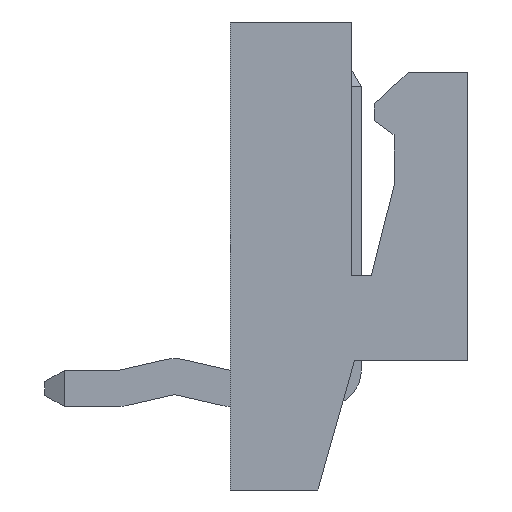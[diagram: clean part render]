
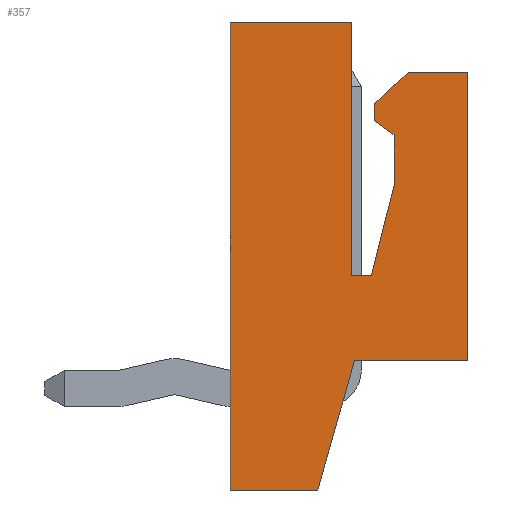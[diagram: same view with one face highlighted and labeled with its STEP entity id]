
A CAD part, left-side view. The second image highlights one B-rep face of the part: STEP entity #357.
In plain terms, the highlighted planar face has unit normal (-1, 0, 0).
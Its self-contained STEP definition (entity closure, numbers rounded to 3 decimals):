
#357 = ADVANCED_FACE( '', ( #705 ), #706, .T. );
#705 = FACE_OUTER_BOUND( '', #1055, .T. );
#706 = PLANE( '', #1056 );
#1055 = EDGE_LOOP( '', ( #1921, #1922, #1923, #1924, #1925, #1926, #1927, #1928, #1929, #1930, #1931, #1932, #1933, #1934 ) );
#1056 = AXIS2_PLACEMENT_3D( '', #1935, #1936, #1937 );
#1921 = ORIENTED_EDGE( '', *, *, #2264, .F. );
#1922 = ORIENTED_EDGE( '', *, *, #2242, .T. );
#1923 = ORIENTED_EDGE( '', *, *, #2536, .T. );
#1924 = ORIENTED_EDGE( '', *, *, #2449, .T. );
#1925 = ORIENTED_EDGE( '', *, *, #2257, .T. );
#1926 = ORIENTED_EDGE( '', *, *, #2543, .F. );
#1927 = ORIENTED_EDGE( '', *, *, #2426, .T. );
#1928 = ORIENTED_EDGE( '', *, *, #2544, .F. );
#1929 = ORIENTED_EDGE( '', *, *, #2545, .F. );
#1930 = ORIENTED_EDGE( '', *, *, #2381, .F. );
#1931 = ORIENTED_EDGE( '', *, *, #2546, .F. );
#1932 = ORIENTED_EDGE( '', *, *, #2514, .F. );
#1933 = ORIENTED_EDGE( '', *, *, #2456, .F. );
#1934 = ORIENTED_EDGE( '', *, *, #2547, .F. );
#1935 = CARTESIAN_POINT( '', ( -3.75, -1.9, -3. ) );
#1936 = DIRECTION( '', ( -1., 0., 0. ) );
#1937 = DIRECTION( '', ( 0., 0., 1. ) );
#2242 = EDGE_CURVE( '', #2705, #2703, #2706, .T. );
#2257 = EDGE_CURVE( '', #2732, #2733, #2734, .T. );
#2264 = EDGE_CURVE( '', #2705, #2745, #2746, .T. );
#2381 = EDGE_CURVE( '', #2929, #2931, #2932, .T. );
#2426 = EDGE_CURVE( '', #3001, #2999, #3002, .T. );
#2449 = EDGE_CURVE( '', #3031, #2732, #3032, .T. );
#2456 = EDGE_CURVE( '', #3038, #3040, #3041, .T. );
#2514 = EDGE_CURVE( '', #3040, #3116, #3117, .T. );
#2536 = EDGE_CURVE( '', #2703, #3031, #3143, .T. );
#2543 = EDGE_CURVE( '', #3001, #2733, #3151, .T. );
#2544 = EDGE_CURVE( '', #3152, #2999, #3153, .T. );
#2545 = EDGE_CURVE( '', #2931, #3152, #3154, .T. );
#2546 = EDGE_CURVE( '', #3116, #2929, #3155, .T. );
#2547 = EDGE_CURVE( '', #2745, #3038, #3156, .T. );
#2703 = VERTEX_POINT( '', #3364 );
#2705 = VERTEX_POINT( '', #3367 );
#2706 = LINE( '', #3368, #3369 );
#2732 = VERTEX_POINT( '', #3407 );
#2733 = VERTEX_POINT( '', #3408 );
#2734 = LINE( '', #3409, #3410 );
#2745 = VERTEX_POINT( '', #3426 );
#2746 = LINE( '', #3427, #3428 );
#2929 = VERTEX_POINT( '', #3695 );
#2931 = VERTEX_POINT( '', #3698 );
#2932 = LINE( '', #3699, #3700 );
#2999 = VERTEX_POINT( '', #3798 );
#3001 = VERTEX_POINT( '', #3801 );
#3002 = LINE( '', #3802, #3803 );
#3031 = VERTEX_POINT( '', #3847 );
#3032 = LINE( '', #3848, #3849 );
#3038 = VERTEX_POINT( '', #3857 );
#3040 = VERTEX_POINT( '', #3860 );
#3041 = LINE( '', #3861, #3862 );
#3116 = VERTEX_POINT( '', #3972 );
#3117 = LINE( '', #3973, #3974 );
#3143 = LINE( '', #4013, #4014 );
#3151 = LINE( '', #4025, #4026 );
#3152 = VERTEX_POINT( '', #4027 );
#3153 = LINE( '', #4028, #4029 );
#3154 = LINE( '', #4030, #4031 );
#3155 = LINE( '', #4032, #4033 );
#3156 = LINE( '', #4034, #4035 );
#3364 = CARTESIAN_POINT( '', ( -3.75, 2.3, 3. ) );
#3367 = CARTESIAN_POINT( '', ( -3.75, 0.15, 3. ) );
#3368 = CARTESIAN_POINT( '', ( -3.75, -1.9, 3. ) );
#3369 = VECTOR( '', #4152, 1000. );
#3407 = CARTESIAN_POINT( '', ( -3.75, 0.75, -5.3 ) );
#3408 = CARTESIAN_POINT( '', ( -3.75, 0.1, -3. ) );
#3409 = CARTESIAN_POINT( '', ( -3.75, 0.75, -5.3 ) );
#3410 = VECTOR( '', #4165, 1000. );
#3426 = CARTESIAN_POINT( '', ( -3.75, 0.15, -1.5 ) );
#3427 = CARTESIAN_POINT( '', ( -3.75, 0.15, -1.5 ) );
#3428 = VECTOR( '', #4171, 1000. );
#3695 = CARTESIAN_POINT( '', ( -3.75, -0.25, 1.25 ) );
#3698 = CARTESIAN_POINT( '', ( -3.75, -0.25, 1.55 ) );
#3699 = CARTESIAN_POINT( '', ( -3.75, -0.25, 1.55 ) );
#3700 = VECTOR( '', #4275, 1000. );
#3798 = CARTESIAN_POINT( '', ( -3.75, -1.9, 2.1 ) );
#3801 = CARTESIAN_POINT( '', ( -3.75, -1.9, -3. ) );
#3802 = CARTESIAN_POINT( '', ( -3.75, -1.9, -3. ) );
#3803 = VECTOR( '', #4320, 1000. );
#3847 = CARTESIAN_POINT( '', ( -3.75, 2.3, -5.3 ) );
#3848 = CARTESIAN_POINT( '', ( -3.75, 2.3, -5.3 ) );
#3849 = VECTOR( '', #4336, 1000. );
#3857 = CARTESIAN_POINT( '', ( -3.75, -0.2, -1.5 ) );
#3860 = CARTESIAN_POINT( '', ( -3.75, -0.6, 0.1 ) );
#3861 = CARTESIAN_POINT( '', ( -3.75, -0.2, -1.5 ) );
#3862 = VECTOR( '', #4340, 1000. );
#3972 = CARTESIAN_POINT( '', ( -3.75, -0.6, 1. ) );
#3973 = CARTESIAN_POINT( '', ( -3.75, -0.6, 1. ) );
#3974 = VECTOR( '', #4385, 1000. );
#4013 = CARTESIAN_POINT( '', ( -3.75, 2.3, 3. ) );
#4014 = VECTOR( '', #4402, 1000. );
#4025 = CARTESIAN_POINT( '', ( -3.75, -1.9, -3. ) );
#4026 = VECTOR( '', #4406, 1000. );
#4027 = CARTESIAN_POINT( '', ( -3.75, -0.85, 2.1 ) );
#4028 = CARTESIAN_POINT( '', ( -3.75, -0.85, 2.1 ) );
#4029 = VECTOR( '', #4407, 1000. );
#4030 = CARTESIAN_POINT( '', ( -3.75, -0.25, 1.55 ) );
#4031 = VECTOR( '', #4408, 1000. );
#4032 = CARTESIAN_POINT( '', ( -3.75, -0.25, 1.25 ) );
#4033 = VECTOR( '', #4409, 1000. );
#4034 = CARTESIAN_POINT( '', ( -3.75, 0.15, -1.5 ) );
#4035 = VECTOR( '', #4410, 1000. );
#4152 = DIRECTION( '', ( 0., 1., 0. ) );
#4165 = DIRECTION( '', ( 0., -0.272, 0.962 ) );
#4171 = DIRECTION( '', ( 0., 0., -1. ) );
#4275 = DIRECTION( '', ( 0., 0., 1. ) );
#4320 = DIRECTION( '', ( 0., 0., 1. ) );
#4336 = DIRECTION( '', ( 0., -1., 0. ) );
#4340 = DIRECTION( '', ( 0., -0.243, 0.97 ) );
#4385 = DIRECTION( '', ( 0., 0., 1. ) );
#4402 = DIRECTION( '', ( 0., 0., -1. ) );
#4406 = DIRECTION( '', ( 0., 1., 0. ) );
#4407 = DIRECTION( '', ( 0., -1., 0. ) );
#4408 = DIRECTION( '', ( 0., -0.737, 0.676 ) );
#4409 = DIRECTION( '', ( 0., 0.814, 0.581 ) );
#4410 = DIRECTION( '', ( 0., -1., 0. ) );
